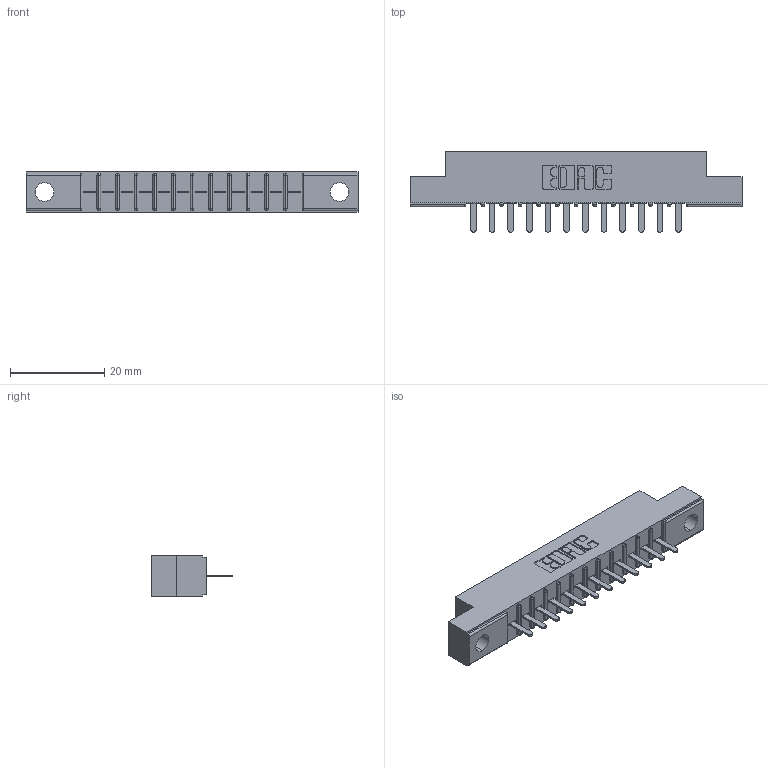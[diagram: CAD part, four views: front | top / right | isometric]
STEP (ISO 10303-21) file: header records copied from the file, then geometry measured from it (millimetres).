
FILE_DESCRIPTION (( 'STEP AP203' ), '1' );
FILE_NAME ('356-012-420-104.STEP', '2020-09-23T10:48:32', ( '' ), ( '' ), 'SwSTEP 2.0', 'SolidWorks 2020', '' );
FILE_SCHEMA (( 'CONFIG_CONTROL_DESIGN' ));
Length unit declared in the file: inch
Products named in the file (3): 306-290-001_120; 306 Part_.156 Dia; 356-012-420-104
Assembly tree (13 placements, depth 2):
  356-012-420-104
    306 Part_.156 Dia
    306-290-001_120  x12
Bounding box: 70.56 x 17.12 x 8.71 mm (x, y, z)
Volume: 4673.5 mm3; surface area: 6468.4 mm2
Topology: 13 solids, 13 shells, 970 faces, 2716 edges, 1744 vertices
Faces by surface type: plane 646, cylinder 276, sphere 48
Entity records: 15451 total; most frequent: CARTESIAN_POINT 2593, ORIENTED_EDGE 2564, DIRECTION 2552, EDGE_CURVE 1282, VECTOR 994, LINE 994, VERTEX_POINT 820, AXIS2_PLACEMENT_3D 779
